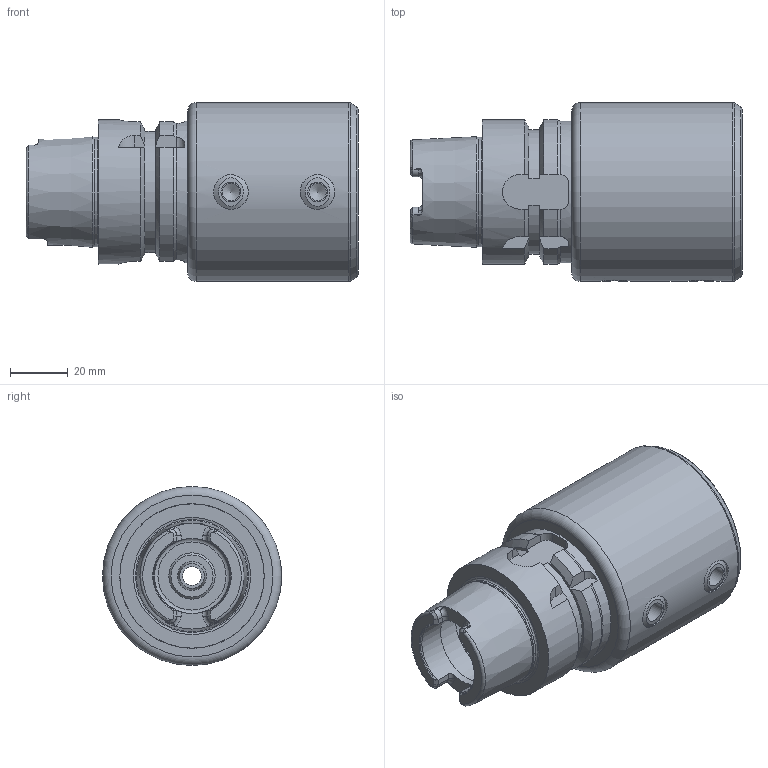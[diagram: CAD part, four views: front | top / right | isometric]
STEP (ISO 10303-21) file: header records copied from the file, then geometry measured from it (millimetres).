
FILE_DESCRIPTION((''),'2;1');
FILE_NAME('591004132090-3D.stp','2021-10-05T16:55:39',('nttooll'),(''),'Autodesk Inventor 2012','Autodesk Inventor 2012','');
FILE_SCHEMA(('AUTOMOTIVE_DESIGN { 1 0 10303 214 1 1 1 1 }'));
Length unit declared in the file: millimetre
Products named in the file (1): 591004132090-3D
Bounding box: 115 x 62 x 62 mm (x, y, z)
Volume: 187124.9 mm3; surface area: 37294.6 mm2
Topology: 1 solids, 1 shells, 160 faces, 392 edges, 247 vertices
Faces by surface type: plane 54, cylinder 52, cone 36, torus 18
Full cylindrical faces by diameter (mm): 6 x2, 6.4 x1, 6.5 x1, 6.928 x2, 8.5 x2, 9.5 x1, 10 x1, 12 x4, 16 x1, 26 x1, 26.6 x1, 32 x2, 32.4 x1, 37.9 x1, 49 x1, 50 x1, 62 x1
Entity records: 4810 total; most frequent: CARTESIAN_POINT 1327, DIRECTION 728, ORIENTED_EDGE 660, EDGE_CURVE 330, AXIS2_PLACEMENT_3D 309, VERTEX_POINT 236, EDGE_LOOP 226, FACE_OUTER_BOUND 160
